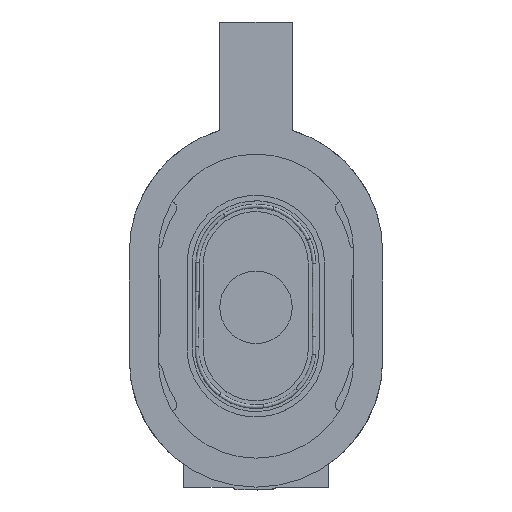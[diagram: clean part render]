
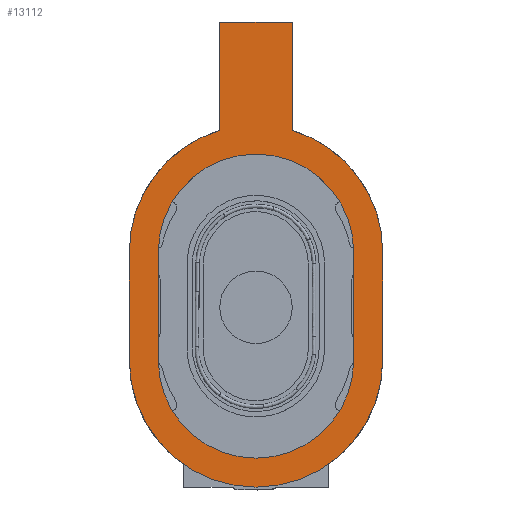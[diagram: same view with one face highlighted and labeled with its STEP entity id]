
A CAD part, top view. The second image highlights one B-rep face of the part: STEP entity #13112.
In plain terms, the highlighted planar face has unit normal (0, 0, 1).
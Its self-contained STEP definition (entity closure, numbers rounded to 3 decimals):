
#12787 = EDGE_CURVE('',#12788,#12790,#12792,.T.);
#12788 = VERTEX_POINT('',#12789);
#12789 = CARTESIAN_POINT('',(-5.4,3.063,0.05));
#12790 = VERTEX_POINT('',#12791);
#12791 = CARTESIAN_POINT('',(5.4,3.063,0.05));
#12792 = CIRCLE('',#12793,5.4);
#12793 = AXIS2_PLACEMENT_3D('',#12794,#12795,#12796);
#12794 = CARTESIAN_POINT('',(0.,3.063,0.05)
  );
#12795 = DIRECTION('',(0.,0.,-1.));
#12796 = DIRECTION('',(1.,0.,0.));
#12832 = EDGE_CURVE('',#12790,#12833,#12835,.T.);
#12833 = VERTEX_POINT('',#12834);
#12834 = CARTESIAN_POINT('',(5.4,-2.937,0.05));
#12835 = LINE('',#12836,#12837);
#12836 = CARTESIAN_POINT('',(5.4,3.063,0.05));
#12837 = VECTOR('',#12838,1.);
#12838 = DIRECTION('',(0.,-1.,0.));
#12863 = EDGE_CURVE('',#12833,#12864,#12866,.T.);
#12864 = VERTEX_POINT('',#12865);
#12865 = CARTESIAN_POINT('',(-5.4,-2.937,0.05));
#12866 = CIRCLE('',#12867,5.4);
#12867 = AXIS2_PLACEMENT_3D('',#12868,#12869,#12870);
#12868 = CARTESIAN_POINT('',(0.,-2.937,0.05));
#12869 = DIRECTION('',(0.,0.,-1.));
#12870 = DIRECTION('',(-1.,0.,0.));
#12899 = EDGE_CURVE('',#12864,#12788,#12900,.T.);
#12900 = LINE('',#12901,#12902);
#12901 = CARTESIAN_POINT('',(-5.4,-2.937,0.05));
#12902 = VECTOR('',#12903,1.);
#12903 = DIRECTION('',(0.,1.,0.));
#12921 = EDGE_CURVE('',#12922,#12924,#12926,.T.);
#12922 = VERTEX_POINT('',#12923);
#12923 = CARTESIAN_POINT('',(-7.,3.063,0.05));
#12924 = VERTEX_POINT('',#12925);
#12925 = CARTESIAN_POINT('',(-2.,9.771,0.05));
#12926 = CIRCLE('',#12927,7.);
#12927 = AXIS2_PLACEMENT_3D('',#12928,#12929,#12930);
#12928 = CARTESIAN_POINT('',(0.,3.063,0.05)
  );
#12929 = DIRECTION('',(0.,0.,-1.));
#12930 = DIRECTION('',(0.286,-0.958,0.));
#12953 = EDGE_CURVE('',#12924,#12954,#12956,.T.);
#12954 = VERTEX_POINT('',#12955);
#12955 = CARTESIAN_POINT('',(-2.,15.763,0.05));
#12956 = LINE('',#12957,#12958);
#12957 = CARTESIAN_POINT('',(-2.,9.771,0.05));
#12958 = VECTOR('',#12959,1.);
#12959 = DIRECTION('',(0.,1.,0.));
#12977 = EDGE_CURVE('',#12954,#12978,#12980,.T.);
#12978 = VERTEX_POINT('',#12979);
#12979 = CARTESIAN_POINT('',(2.,15.763,0.05));
#12980 = LINE('',#12981,#12982);
#12981 = CARTESIAN_POINT('',(-2.,15.763,0.05));
#12982 = VECTOR('',#12983,1.);
#12983 = DIRECTION('',(1.,0.,0.));
#13001 = EDGE_CURVE('',#12978,#13002,#13004,.T.);
#13002 = VERTEX_POINT('',#13003);
#13003 = CARTESIAN_POINT('',(2.,9.771,0.05));
#13004 = LINE('',#13005,#13006);
#13005 = CARTESIAN_POINT('',(2.,15.763,0.05));
#13006 = VECTOR('',#13007,1.);
#13007 = DIRECTION('',(0.,-1.,0.));
#13025 = EDGE_CURVE('',#13002,#13026,#13028,.T.);
#13026 = VERTEX_POINT('',#13027);
#13027 = CARTESIAN_POINT('',(7.,3.063,0.05));
#13028 = CIRCLE('',#13029,7.);
#13029 = AXIS2_PLACEMENT_3D('',#13030,#13031,#13032);
#13030 = CARTESIAN_POINT('',(0.,3.063,0.05)
  );
#13031 = DIRECTION('',(0.,0.,-1.));
#13032 = DIRECTION('',(-1.,0.,0.));
#13050 = EDGE_CURVE('',#13026,#13051,#13053,.T.);
#13051 = VERTEX_POINT('',#13052);
#13052 = CARTESIAN_POINT('',(7.,-2.937,0.05));
#13053 = LINE('',#13054,#13055);
#13054 = CARTESIAN_POINT('',(7.,3.063,0.05));
#13055 = VECTOR('',#13056,1.);
#13056 = DIRECTION('',(0.,-1.,0.));
#13074 = EDGE_CURVE('',#13051,#13075,#13077,.T.);
#13075 = VERTEX_POINT('',#13076);
#13076 = CARTESIAN_POINT('',(-7.,-2.937,0.05));
#13077 = CIRCLE('',#13078,7.);
#13078 = AXIS2_PLACEMENT_3D('',#13079,#13080,#13081);
#13079 = CARTESIAN_POINT('',(0.,-2.937,0.05));
#13080 = DIRECTION('',(0.,0.,-1.));
#13081 = DIRECTION('',(1.,0.,0.));
#13099 = EDGE_CURVE('',#13075,#12922,#13100,.T.);
#13100 = LINE('',#13101,#13102);
#13101 = CARTESIAN_POINT('',(-7.,-2.937,0.05));
#13102 = VECTOR('',#13103,1.);
#13103 = DIRECTION('',(0.,1.,0.));
#13112 = ADVANCED_FACE('',(#13113,#13123),#13129,.T.);
#13113 = FACE_BOUND('',#13114,.T.);
#13114 = EDGE_LOOP('',(#13115,#13116,#13117,#13118,#13119,#13120,#13121,
    #13122));
#13115 = ORIENTED_EDGE('',*,*,#12921,.F.);
#13116 = ORIENTED_EDGE('',*,*,#13099,.F.);
#13117 = ORIENTED_EDGE('',*,*,#13074,.F.);
#13118 = ORIENTED_EDGE('',*,*,#13050,.F.);
#13119 = ORIENTED_EDGE('',*,*,#13025,.F.);
#13120 = ORIENTED_EDGE('',*,*,#13001,.F.);
#13121 = ORIENTED_EDGE('',*,*,#12977,.F.);
#13122 = ORIENTED_EDGE('',*,*,#12953,.F.);
#13123 = FACE_BOUND('',#13124,.T.);
#13124 = EDGE_LOOP('',(#13125,#13126,#13127,#13128));
#13125 = ORIENTED_EDGE('',*,*,#12787,.T.);
#13126 = ORIENTED_EDGE('',*,*,#12832,.T.);
#13127 = ORIENTED_EDGE('',*,*,#12863,.T.);
#13128 = ORIENTED_EDGE('',*,*,#12899,.T.);
#13129 = PLANE('',#13130);
#13130 = AXIS2_PLACEMENT_3D('',#13131,#13132,#13133);
#13131 = CARTESIAN_POINT('',(0.,2.766,0.05));
#13132 = DIRECTION('',(0.,0.,1.));
#13133 = DIRECTION('',(1.,0.,0.));
